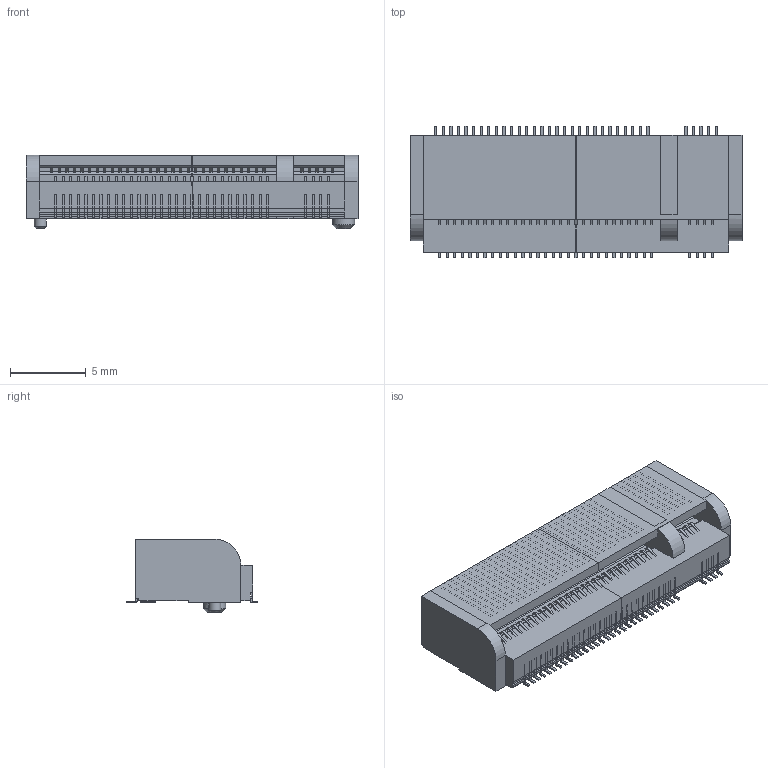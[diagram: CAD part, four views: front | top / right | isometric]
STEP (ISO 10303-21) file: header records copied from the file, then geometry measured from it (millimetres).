
FILE_DESCRIPTION(('FreeCAD Model'),'2;1');
FILE_NAME('Open CASCADE Shape Model','2022-02-06T20:06:24',( 'kicad StepUp'),('ksu MCAD'),'Open CASCADE STEP processor 7.5', 'FreeCAD','Unknown');
FILE_SCHEMA(('AUTOMOTIVE_DESIGN { 1 0 10303 214 1 1 1 1 }'));
Length unit declared in the file: millimetre
Products named in the file (1): TE_M.2_NGFF_M-KEY_1-2199230-5_H4.2_2Rows_67_P0.5mm_Horizontal
Bounding box: 21.9 x 8.7 x 4.85 mm (x, y, z)
Volume: 585.9 mm3; surface area: 1019.3 mm2
Topology: 71 solids, 71 shells, 1168 faces, 3028 edges, 2002 vertices
Faces by surface type: plane 1094, cylinder 72, cone 2
Full cylindrical faces by diameter (mm): 0.8 x1, 1.45 x1
Entity records: 43676 total; most frequent: CARTESIAN_POINT 6199, ORIENTED_EDGE 6056, DIRECTION 5520, EDGE_CURVE 3028, LINE 2874, VECTOR 2874, VERTEX_POINT 2002, AXIS2_PLACEMENT_3D 1323
